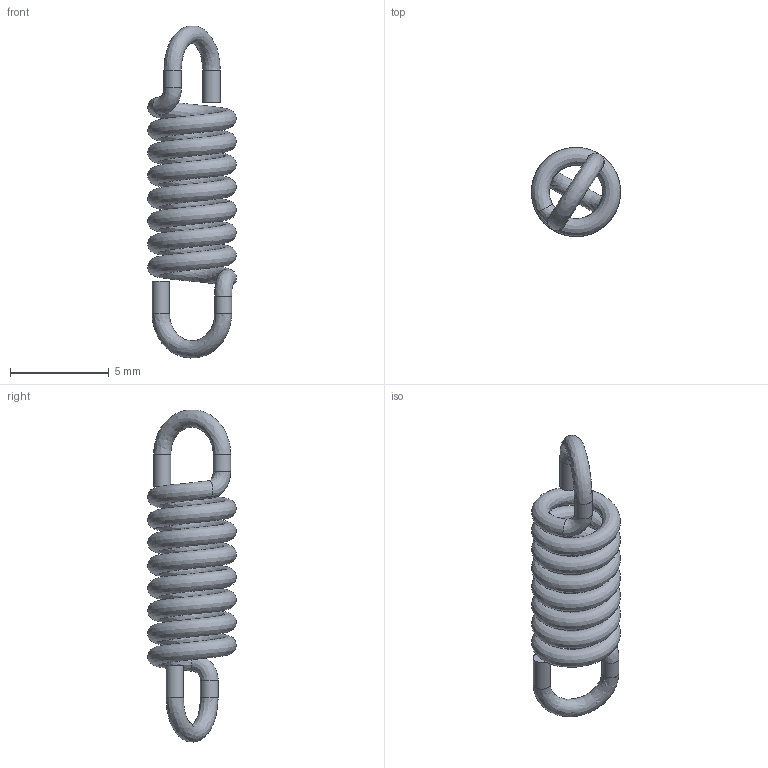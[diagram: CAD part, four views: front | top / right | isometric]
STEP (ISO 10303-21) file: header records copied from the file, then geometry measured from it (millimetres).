
FILE_DESCRIPTION(/* description */ ('Sodemann'),/* implementation_level */ '2;1');
FILE_NAME(/* name */ 'Sodemann 31420.step',/* time_stamp */ '2021-02-16T19:13:25+01:00',/* author */ ('Sodemann'),/* organization */ ('Sodemann'),/* preprocessor_version */ 'ST-DEVELOPER v18',/* originating_system */ 'Autodesk Inventor 2020',/* authorisation */ '');
FILE_SCHEMA (('AUTOMOTIVE_DESIGN { 1 0 10303 214 3 1 1 }'));
Length unit declared in the file: millimetre
Products named in the file (1): 31420
Bounding box: 4.5 x 4.5 x 16.77 mm (x, y, z)
Volume: 66.3 mm3; surface area: 297.6 mm2
Topology: 1 solids, 1 shells, 11 faces, 23 edges, 14 vertices
Faces by surface type: bspline 9, plane 2
Entity records: 2938 total; most frequent: CARTESIAN_POINT 2700, ORIENTED_EDGE 46, DIRECTION 30, EDGE_CURVE 23, VERTEX_POINT 14, AXIS2_PLACEMENT_3D 13, FACE_OUTER_BOUND 11, EDGE_LOOP 11
